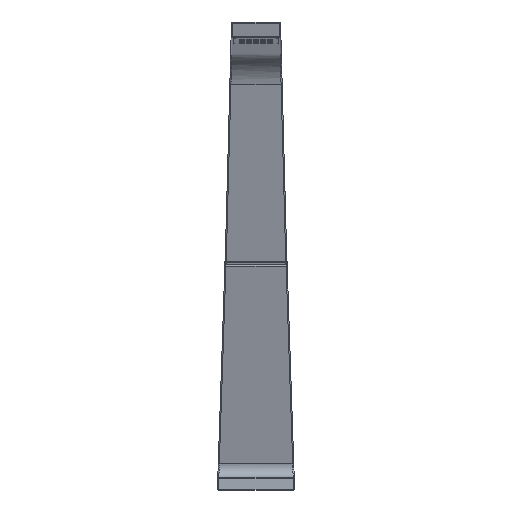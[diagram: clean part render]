
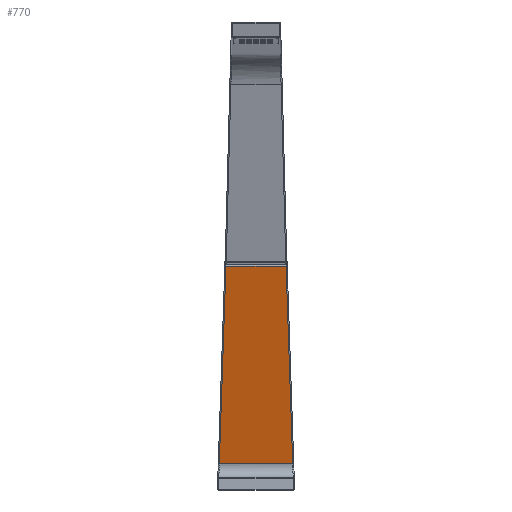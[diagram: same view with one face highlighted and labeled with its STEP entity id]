
A CAD part, top view. The second image highlights one B-rep face of the part: STEP entity #770.
In plain terms, the highlighted planar face has unit normal (0, -0.259, 0.966).
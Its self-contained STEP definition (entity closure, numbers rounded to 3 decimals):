
#50 = DIRECTION ( 'NONE',  ( 0., -0.966, -0.259 ) ) ;
#88 = LINE ( 'NONE', #490, #1012 ) ;
#185 = ORIENTED_EDGE ( 'NONE', *, *, #3044, .T. ) ;
#233 = CARTESIAN_POINT ( 'NONE',  ( 22.006, 163.623, 28.544 ) ) ;
#346 = LINE ( 'NONE', #2002, #3293 ) ;
#490 = CARTESIAN_POINT ( 'NONE',  ( -26.837, 19.045, -10.196 ) ) ;
#770 = ADVANCED_FACE ( 'NONE', ( #2031 ), #1571, .T. ) ;
#774 = ORIENTED_EDGE ( 'NONE', *, *, #1147, .T. ) ;
#871 = DIRECTION ( 'NONE',  ( -0.032, -0.965, -0.259 ) ) ;
#1012 = VECTOR ( 'NONE', #871, 1000. ) ;
#1095 = VERTEX_POINT ( 'NONE', #233 ) ;
#1147 = EDGE_CURVE ( 'NONE', #1832, #1095, #4047, .T. ) ;
#1234 = DIRECTION ( 'NONE',  ( -1., 0., 0. ) ) ;
#1403 = DIRECTION ( 'NONE',  ( -0.032, 0.965, 0.259 ) ) ;
#1571 = PLANE ( 'NONE',  #2683 ) ;
#1664 = EDGE_CURVE ( 'NONE', #1832, #2358, #2590, .T. ) ;
#1832 = VERTEX_POINT ( 'NONE', #3584 ) ;
#2002 = CARTESIAN_POINT ( 'NONE',  ( 30.001, 163.623, 28.544 ) ) ;
#2031 = FACE_OUTER_BOUND ( 'NONE', #2065, .T. ) ;
#2065 = EDGE_LOOP ( 'NONE', ( #2150, #185, #4724, #774 ) ) ;
#2116 = VERTEX_POINT ( 'NONE', #2210 ) ;
#2150 = ORIENTED_EDGE ( 'NONE', *, *, #4527, .T. ) ;
#2210 = CARTESIAN_POINT ( 'NONE',  ( -22.006, 163.623, 28.544 ) ) ;
#2346 = DIRECTION ( 'NONE',  ( 0., -0.259, 0.966 ) ) ;
#2358 = VERTEX_POINT ( 'NONE', #2399 ) ;
#2385 = CARTESIAN_POINT ( 'NONE',  ( 30.001, 19.071, -10.189 ) ) ;
#2399 = CARTESIAN_POINT ( 'NONE',  ( -26.836, 19.071, -10.189 ) ) ;
#2590 = LINE ( 'NONE', #2385, #4617 ) ;
#2683 = AXIS2_PLACEMENT_3D ( 'NONE', #4662, #2346, #50 ) ;
#3044 = EDGE_CURVE ( 'NONE', #2116, #2358, #88, .T. ) ;
#3293 = VECTOR ( 'NONE', #1234, 1000. ) ;
#3524 = DIRECTION ( 'NONE',  ( -1., 0., 0. ) ) ;
#3584 = CARTESIAN_POINT ( 'NONE',  ( 26.836, 19.071, -10.189 ) ) ;
#3704 = CARTESIAN_POINT ( 'NONE',  ( 21.981, 164.371, 28.744 ) ) ;
#4047 = LINE ( 'NONE', #3704, #4943 ) ;
#4527 = EDGE_CURVE ( 'NONE', #1095, #2116, #346, .T. ) ;
#4617 = VECTOR ( 'NONE', #3524, 1000. ) ;
#4662 = CARTESIAN_POINT ( 'NONE',  ( 30.001, 166.328, 29.268 ) ) ;
#4724 = ORIENTED_EDGE ( 'NONE', *, *, #1664, .F. ) ;
#4943 = VECTOR ( 'NONE', #1403, 1000. ) ;
